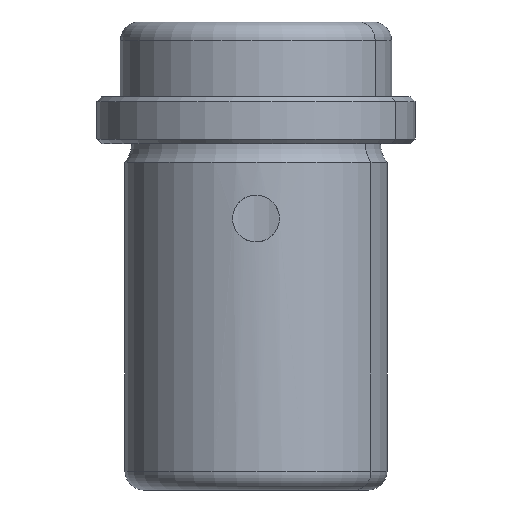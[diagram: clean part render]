
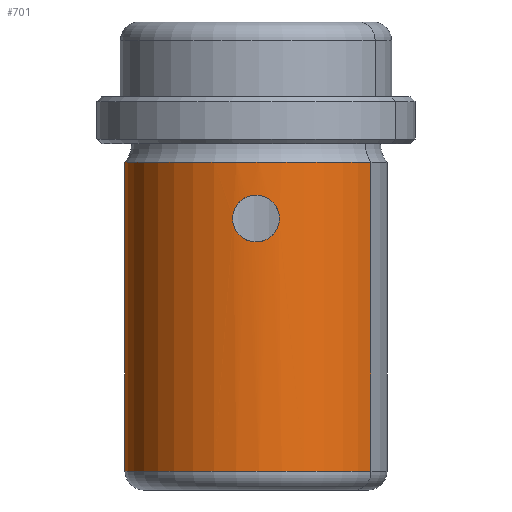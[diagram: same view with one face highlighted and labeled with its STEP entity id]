
A CAD part, front view. The second image highlights one B-rep face of the part: STEP entity #701.
In plain terms, the highlighted cylindrical face has radius 14 mm (diameter 28 mm), a partial arc.
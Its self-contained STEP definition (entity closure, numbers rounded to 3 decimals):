
#94=CARTESIAN_POINT('Vertex',(-2.194,-13.827,-6.801)) ;
#98=CARTESIAN_POINT('Control Point',(2.194,-13.827,-9.199)) ;
#99=CARTESIAN_POINT('Control Point',(2.044,-13.851,-9.473)) ;
#100=CARTESIAN_POINT('Control Point',(1.852,-13.879,-9.723)) ;
#101=CARTESIAN_POINT('Control Point',(1.621,-13.909,-9.942)) ;
#102=CARTESIAN_POINT('Control Point',(0.841,-13.991,-10.477)) ;
#103=CARTESIAN_POINT('Control Point',(-0.132,-14.023,-10.619)) ;
#104=CARTESIAN_POINT('Control Point',(-0.792,-13.997,-10.498)) ;
#105=CARTESIAN_POINT('Control Point',(-1.946,-13.882,-9.868)) ;
#106=CARTESIAN_POINT('Control Point',(-2.533,-13.771,-8.689)) ;
#107=CARTESIAN_POINT('Control Point',(-2.626,-13.75,-8.011)) ;
#108=CARTESIAN_POINT('Control Point',(-2.498,-13.779,-7.357)) ;
#109=CARTESIAN_POINT('Control Point',(-2.194,-13.827,-6.801)) ;
#110=CARTESIAN_POINT('Vertex',(2.194,-13.827,-9.199)) ;
#247=CARTESIAN_POINT('Vertex',(12.286,-6.712,-35.)) ;
#250=CARTESIAN_POINT('Axis2P3D Location',(0.,0.,-35.)) ;
#254=CARTESIAN_POINT('Vertex',(-12.286,6.712,-35.)) ;
#286=CARTESIAN_POINT('Axis2P3D Location',(0.,0.,-12.)) ;
#291=CARTESIAN_POINT('Line Origine',(-12.286,6.712,-19.5)) ;
#295=CARTESIAN_POINT('Vertex',(-12.286,6.712,-2.)) ;
#302=CARTESIAN_POINT('Vertex',(12.286,-6.712,-2.)) ;
#305=CARTESIAN_POINT('Line Origine',(12.286,-6.712,-19.5)) ;
#639=CARTESIAN_POINT('Axis2P3D Location',(0.,0.,-2.)) ;
#684=CARTESIAN_POINT('Control Point',(-2.194,-13.827,-6.801)) ;
#685=CARTESIAN_POINT('Control Point',(-2.044,-13.851,-6.527)) ;
#686=CARTESIAN_POINT('Control Point',(-1.852,-13.879,-6.277)) ;
#687=CARTESIAN_POINT('Control Point',(-1.621,-13.909,-6.058)) ;
#688=CARTESIAN_POINT('Control Point',(-0.841,-13.991,-5.523)) ;
#689=CARTESIAN_POINT('Control Point',(0.132,-14.023,-5.381)) ;
#690=CARTESIAN_POINT('Control Point',(0.792,-13.997,-5.502)) ;
#691=CARTESIAN_POINT('Control Point',(1.946,-13.882,-6.132)) ;
#692=CARTESIAN_POINT('Control Point',(2.533,-13.771,-7.311)) ;
#693=CARTESIAN_POINT('Control Point',(2.626,-13.75,-7.989)) ;
#694=CARTESIAN_POINT('Control Point',(2.498,-13.779,-8.643)) ;
#695=CARTESIAN_POINT('Control Point',(2.194,-13.827,-9.199)) ;
#251=DIRECTION('Axis2P3D Direction',(0.,0.,-1.)) ;
#287=DIRECTION('Axis2P3D Direction',(0.,0.,-1.)) ;
#288=DIRECTION('Axis2P3D XDirection',(-0.878,0.479,-0.)) ;
#292=DIRECTION('Vector Direction',(0.,0.,-1.)) ;
#306=DIRECTION('Vector Direction',(0.,0.,-1.)) ;
#640=DIRECTION('Axis2P3D Direction',(0.,0.,-1.)) ;
#252=AXIS2_PLACEMENT_3D('Circle Axis2P3D',#250,#251,$) ;
#289=AXIS2_PLACEMENT_3D('Cylinder Axis2P3D',#286,#287,#288) ;
#641=AXIS2_PLACEMENT_3D('Circle Axis2P3D',#639,#640,$) ;
#678=ORIENTED_EDGE('',*,*,#309,.T.) ;
#679=ORIENTED_EDGE('',*,*,#643,.T.) ;
#680=ORIENTED_EDGE('',*,*,#297,.F.) ;
#681=ORIENTED_EDGE('',*,*,#256,.F.) ;
#698=ORIENTED_EDGE('',*,*,#112,.T.) ;
#699=ORIENTED_EDGE('',*,*,#696,.T.) ;
#700=FACE_BOUND('',#697,.T.) ;
#293=VECTOR('Line Direction',#292,1.) ;
#307=VECTOR('Line Direction',#306,1.) ;
#701=ADVANCED_FACE('PartBody',(#682,#700),#290,.T.) ;
#97=B_SPLINE_CURVE_WITH_KNOTS('',5,(#98,#99,#100,#101,#102,#103,#104,#105,#106,#107,#108,#109),.UNSPECIFIED.,.F.,.U.,(6,3,3,6),(0.,2.216,6.636,11.129),.UNSPECIFIED.) ;
#683=B_SPLINE_CURVE_WITH_KNOTS('',5,(#684,#685,#686,#687,#688,#689,#690,#691,#692,#693,#694,#695),.UNSPECIFIED.,.F.,.U.,(6,3,3,6),(0.,2.216,6.636,11.129),.UNSPECIFIED.) ;
#253=CIRCLE('generated circle',#252,14.) ;
#642=CIRCLE('generated circle',#641,14.) ;
#290=CYLINDRICAL_SURFACE('generated cylinder',#289,14.) ;
#112=EDGE_CURVE('',#111,#95,#97,.T.) ;
#256=EDGE_CURVE('',#248,#255,#253,.T.) ;
#297=EDGE_CURVE('',#255,#296,#294,.F.) ;
#309=EDGE_CURVE('',#248,#303,#308,.F.) ;
#643=EDGE_CURVE('',#303,#296,#642,.T.) ;
#696=EDGE_CURVE('',#95,#111,#683,.T.) ;
#677=EDGE_LOOP('',(#678,#679,#680,#681)) ;
#697=EDGE_LOOP('',(#698,#699)) ;
#682=FACE_OUTER_BOUND('',#677,.T.) ;
#294=LINE('Line',#291,#293) ;
#308=LINE('Line',#305,#307) ;
#95=VERTEX_POINT('',#94) ;
#111=VERTEX_POINT('',#110) ;
#248=VERTEX_POINT('',#247) ;
#255=VERTEX_POINT('',#254) ;
#296=VERTEX_POINT('',#295) ;
#303=VERTEX_POINT('',#302) ;
